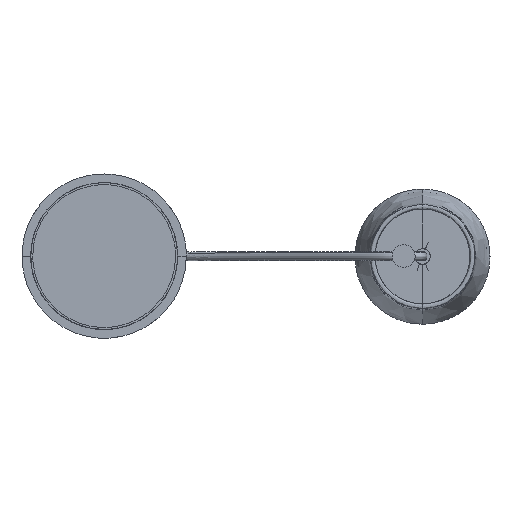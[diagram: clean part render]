
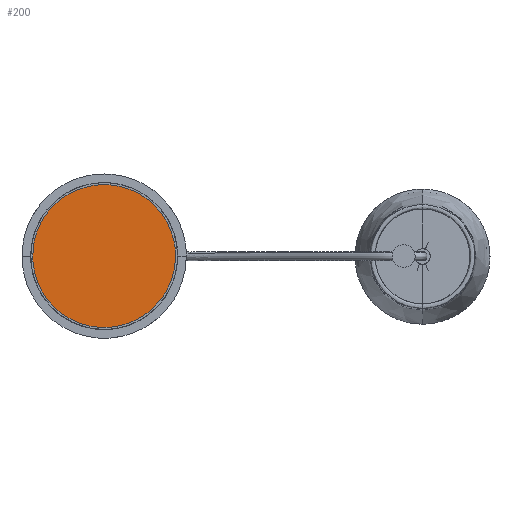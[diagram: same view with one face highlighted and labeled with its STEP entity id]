
A CAD part, top view. The second image highlights one B-rep face of the part: STEP entity #200.
In plain terms, the highlighted planar face has unit normal (0, 0, 1).
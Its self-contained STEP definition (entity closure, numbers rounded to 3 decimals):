
#200=ADVANCED_FACE($,(#286),#1205,.T.);
#286=FACE_OUTER_BOUND($,#375,.T.);
#375=EDGE_LOOP($,(#791,#792));
#791=ORIENTED_EDGE($,*,*,#1031,.F.);
#792=ORIENTED_EDGE($,*,*,#1037,.F.);
#1031=EDGE_CURVE($,#1190,#1189,#1319,.T.);
#1037=EDGE_CURVE($,#1189,#1190,#1325,.T.);
#1189=VERTEX_POINT($,#9023);
#1190=VERTEX_POINT($,#9024);
#1205=PLANE($,#1522);
#1319=B_SPLINE_CURVE_WITH_KNOTS($,3,(#8447,#8448,#8449,#8450,#8451,#8452,
#8453,#8454,#8455,#8456,#8457,#8458),.UNSPECIFIED.,.F.,.F.,(4,1,1,1,1,1,
1,1,1,4),(-204.203,-185.137,-165.79,-141.258,
-102.101,-62.945,-39.157,-20.033,-10.016,
0.),.UNSPECIFIED.);
#1325=B_SPLINE_CURVE_WITH_KNOTS($,3,(#8519,#8520,#8521,#8522,#8523,#8524,
#8525,#8526,#8527,#8528,#8529,#8530),.UNSPECIFIED.,.F.,.F.,(4,1,1,1,1,1,
1,1,1,4),(-408.406,-398.389,-388.373,-369.249,
-348.148,-319.067,-289.986,-262.059,
-232.651,-204.203),.UNSPECIFIED.);
#1522=AXIS2_PLACEMENT_3D($,#8771,#1542,$);
#1542=DIRECTION($,(0.,0.,1.));
#8447=CARTESIAN_POINT($,(-56.502,0.,457.755));
#8448=CARTESIAN_POINT($,(-56.504,5.524,457.755));
#8449=CARTESIAN_POINT($,(-54.854,16.654,457.755));
#8450=CARTESIAN_POINT($,(-46.965,33.317,457.755));
#8451=CARTESIAN_POINT($,(-29.766,50.772,457.755));
#8452=CARTESIAN_POINT($,(0.,60.021,457.755));
#8453=CARTESIAN_POINT($,(29.551,50.84,457.755));
#8454=CARTESIAN_POINT($,(46.629,33.702,457.755));
#8455=CARTESIAN_POINT($,(53.447,19.786,457.755));
#8456=CARTESIAN_POINT($,(56.051,8.706,457.755));
#8457=CARTESIAN_POINT($,(56.5,2.902,457.755));
#8458=CARTESIAN_POINT($,(56.5,0.,457.755));
#8519=CARTESIAN_POINT($,(56.5,0.,457.755));
#8520=CARTESIAN_POINT($,(56.5,-2.902,457.755));
#8521=CARTESIAN_POINT($,(56.051,-8.707,457.755));
#8522=CARTESIAN_POINT($,(53.447,-19.784,457.755));
#8523=CARTESIAN_POINT($,(46.976,-32.999,457.755));
#8524=CARTESIAN_POINT($,(32.894,-47.69,457.755));
#8525=CARTESIAN_POINT($,(11.397,-57.295,457.755));
#8526=CARTESIAN_POINT($,(-14.169,-56.593,457.755));
#8527=CARTESIAN_POINT($,(-37.062,-45.083,457.755));
#8528=CARTESIAN_POINT($,(-52.775,-25.002,457.755));
#8529=CARTESIAN_POINT($,(-56.498,-8.242,457.755));
#8530=CARTESIAN_POINT($,(-56.502,0.,457.755));
#8771=CARTESIAN_POINT($,(-57.632,-57.624,457.755));
#9023=CARTESIAN_POINT($,(56.5,0.,457.755));
#9024=CARTESIAN_POINT($,(-56.502,0.,457.755));
